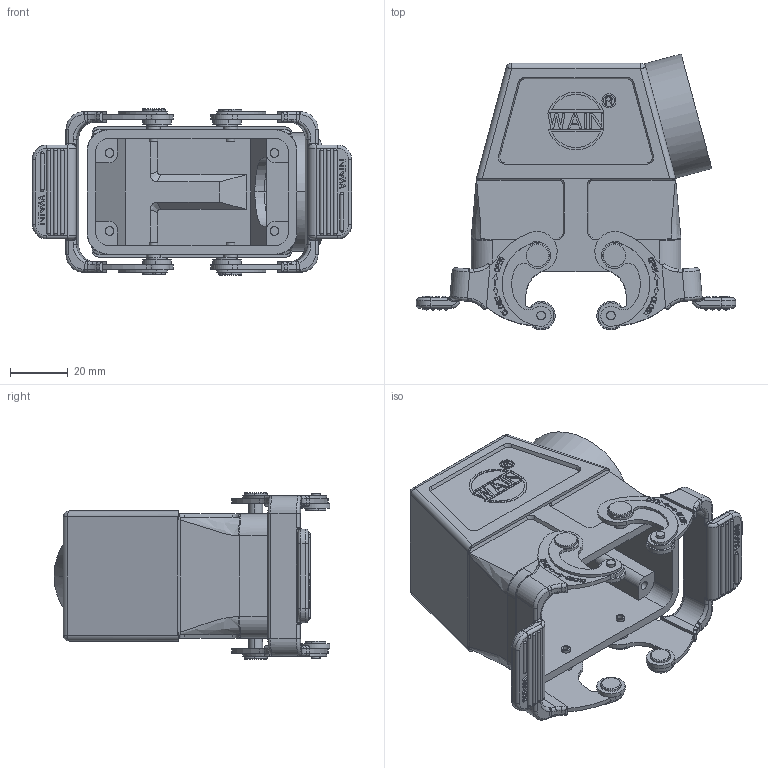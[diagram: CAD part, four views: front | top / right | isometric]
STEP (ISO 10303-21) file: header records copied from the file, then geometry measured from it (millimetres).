
FILE_DESCRIPTION((''),'2;1');
FILE_NAME('3D_1110105415012_H10B-SEH-2L_SC','2020-09-29T',('f.li'),(''),'PRO/ENGINEER BY PARAMETRIC TECHNOLOGY CORPORATION, 2012480','PRO/ENGINEER BY PARAMETRIC TECHNOLOGY CORPORATION, 2012480','');
FILE_SCHEMA(('CONFIG_CONTROL_DESIGN'));
Products named in the file (1): 3D_1110105415012_H10B-SEH-2L_SC
Bounding box: 110.4 x 95.38 x 57.5 mm (x, y, z)
Volume: 79163.4 mm3; surface area: 49430.9 mm2
Topology: 1 solids, 1 shells, 1498 faces, 4041 edges, 2706 vertices
Faces by surface type: plane 808, cylinder 306, extrusion 154, bspline 80, cone 58, torus 56, sphere 36
Entity records: 52617 total; most frequent: CARTESIAN_POINT 15208, ORIENTED_EDGE 8054, DIRECTION 7189, EDGE_CURVE 4027, VERTEX_POINT 2706, VECTOR 2515, LINE 2361, AXIS2_PLACEMENT_3D 2337
